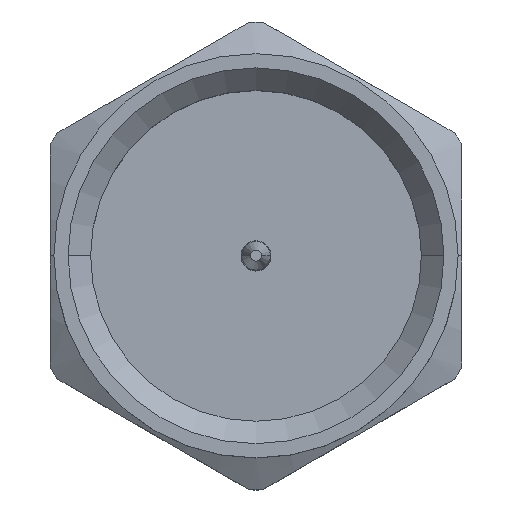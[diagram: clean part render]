
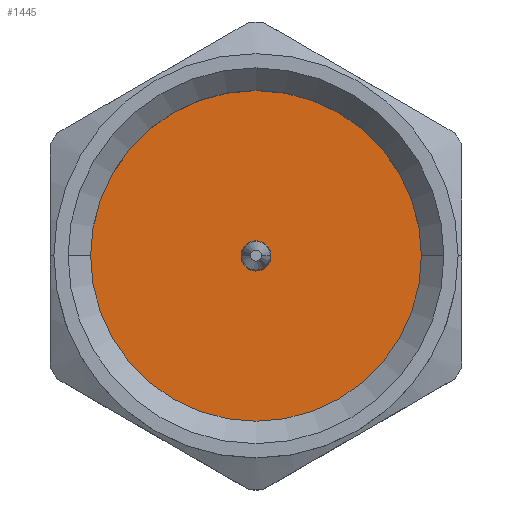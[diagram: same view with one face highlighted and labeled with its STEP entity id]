
A CAD part, top view. The second image highlights one B-rep face of the part: STEP entity #1445.
In plain terms, the highlighted planar face has unit normal (0, 0, 1).
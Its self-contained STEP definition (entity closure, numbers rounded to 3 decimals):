
#32 = EDGE_CURVE ( 'NONE', #573, #2772, #753, .T. ) ;
#204 = AXIS2_PLACEMENT_3D ( 'NONE', #989, #991, #1776 ) ;
#292 = ORIENTED_EDGE ( 'NONE', *, *, #1407, .F. ) ;
#306 = CARTESIAN_POINT ( 'NONE',  ( 0.4, 0., 0.652 ) ) ;
#573 = VERTEX_POINT ( 'NONE', #1074 ) ;
#713 = AXIS2_PLACEMENT_3D ( 'NONE', #1966, #835, #857 ) ;
#753 = CIRCLE ( 'NONE', #2548, 0.4 ) ;
#774 = CARTESIAN_POINT ( 'NONE',  ( -4.42, 0., 0.652 ) ) ;
#835 = DIRECTION ( 'NONE',  ( 0., 0., -1. ) ) ;
#857 = DIRECTION ( 'NONE',  ( -1., 0., 0. ) ) ;
#873 = CIRCLE ( 'NONE', #911, 4.42 ) ;
#911 = AXIS2_PLACEMENT_3D ( 'NONE', #2657, #2649, #2625 ) ;
#986 = PLANE ( 'NONE',  #713 ) ;
#989 = CARTESIAN_POINT ( 'NONE',  ( 0., 0., 0.652 ) ) ;
#991 = DIRECTION ( 'NONE',  ( 0., 0., 1. ) ) ;
#994 = FACE_BOUND ( 'NONE', #2449, .T. ) ;
#1074 = CARTESIAN_POINT ( 'NONE',  ( -0.4, 0., 0.652 ) ) ;
#1218 = VERTEX_POINT ( 'NONE', #774 ) ;
#1348 = DIRECTION ( 'NONE',  ( 0., 0., 1. ) ) ;
#1376 = ORIENTED_EDGE ( 'NONE', *, *, #1486, .T. ) ;
#1400 = CARTESIAN_POINT ( 'NONE',  ( 4.42, 0., 0.652 ) ) ;
#1404 = CIRCLE ( 'NONE', #204, 0.4 ) ;
#1407 = EDGE_CURVE ( 'NONE', #2772, #573, #1404, .T. ) ;
#1411 = VERTEX_POINT ( 'NONE', #1400 ) ;
#1445 = ADVANCED_FACE ( 'NONE', ( #1675, #994 ), #986, .F. ) ;
#1486 = EDGE_CURVE ( 'NONE', #1218, #1411, #2846, .T. ) ;
#1530 = DIRECTION ( 'NONE',  ( -1., 0., 0. ) ) ;
#1612 = EDGE_CURVE ( 'NONE', #1411, #1218, #873, .T. ) ;
#1675 = FACE_OUTER_BOUND ( 'NONE', #2760, .T. ) ;
#1776 = DIRECTION ( 'NONE',  ( -1., 0., 0. ) ) ;
#1966 = CARTESIAN_POINT ( 'NONE',  ( 0., 0., 0.652 ) ) ;
#2449 = EDGE_LOOP ( 'NONE', ( #292, #2967 ) ) ;
#2476 = AXIS2_PLACEMENT_3D ( 'NONE', #3067, #3079, #3044 ) ;
#2548 = AXIS2_PLACEMENT_3D ( 'NONE', #2962, #1348, #1530 ) ;
#2625 = DIRECTION ( 'NONE',  ( -1., 0., 0. ) ) ;
#2649 = DIRECTION ( 'NONE',  ( 0., 0., 1. ) ) ;
#2657 = CARTESIAN_POINT ( 'NONE',  ( 0., 0., 0.652 ) ) ;
#2733 = ORIENTED_EDGE ( 'NONE', *, *, #1612, .T. ) ;
#2760 = EDGE_LOOP ( 'NONE', ( #1376, #2733 ) ) ;
#2772 = VERTEX_POINT ( 'NONE', #306 ) ;
#2846 = CIRCLE ( 'NONE', #2476, 4.42 ) ;
#2962 = CARTESIAN_POINT ( 'NONE',  ( 0., 0., 0.652 ) ) ;
#2967 = ORIENTED_EDGE ( 'NONE', *, *, #32, .F. ) ;
#3044 = DIRECTION ( 'NONE',  ( -1., 0., 0. ) ) ;
#3067 = CARTESIAN_POINT ( 'NONE',  ( 0., 0., 0.652 ) ) ;
#3079 = DIRECTION ( 'NONE',  ( 0., 0., 1. ) ) ;
